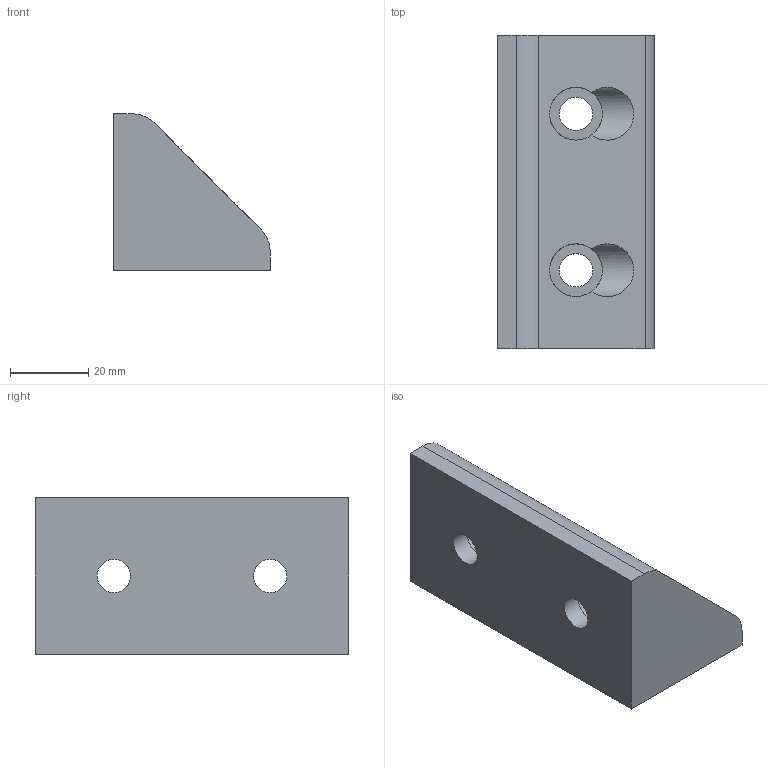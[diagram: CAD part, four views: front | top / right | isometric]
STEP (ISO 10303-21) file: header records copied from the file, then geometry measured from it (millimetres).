
FILE_DESCRIPTION(/* description */ ('SQUADRETTA 40x40x80'),/* implementation_level */ '2;1');
FILE_NAME(/* name */ 'DSQAL0000024.stp',/* time_stamp */ '2022-07-07T12:08:07+02:00',/* author */ ('tecnico7'),/* organization */ (''),/* preprocessor_version */ 'ST-DEVELOPER v18.1',/* originating_system */ 'Autodesk Inventor 2022',/* authorisation */ '');
FILE_SCHEMA (('AUTOMOTIVE_DESIGN { 1 0 10303 214 3 1 1 }'));
Length unit declared in the file: millimetre
Products named in the file (1): DSQAL0000024
Bounding box: 40 x 80 x 40 mm (x, y, z)
Volume: 75608.8 mm3; surface area: 16003.6 mm2
Topology: 1 solids, 1 shells, 25 faces, 59 edges, 38 vertices
Faces by surface type: cylinder 14, plane 11
Full cylindrical faces by diameter (mm): 8.5 x4, 13.5 x4
Entity records: 794 total; most frequent: DIRECTION 145, CARTESIAN_POINT 123, ORIENTED_EDGE 118, AXIS2_PLACEMENT_3D 60, EDGE_CURVE 59, VERTEX_POINT 38, EDGE_LOOP 35, FACE_OUTER_BOUND 25
